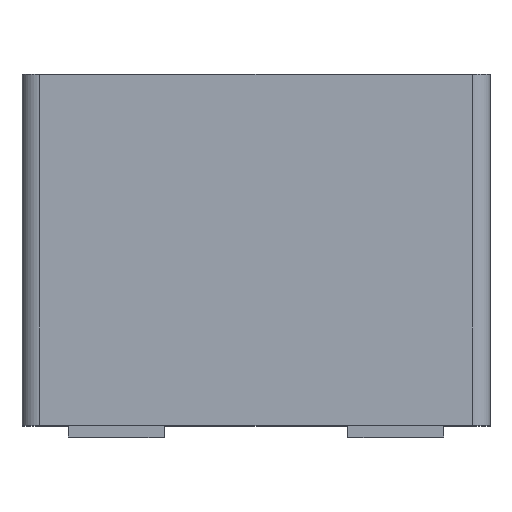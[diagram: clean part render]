
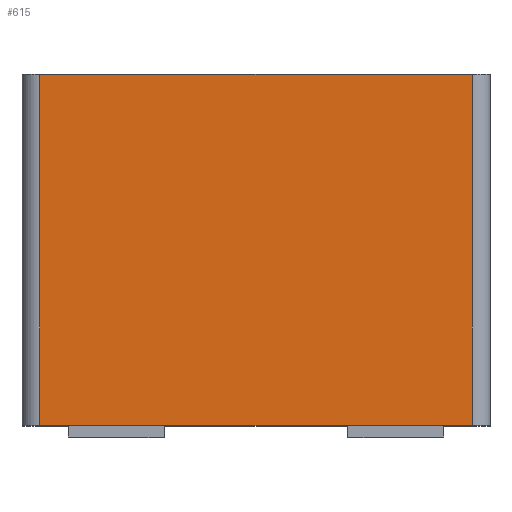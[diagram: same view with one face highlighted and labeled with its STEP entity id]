
A CAD part, top view. The second image highlights one B-rep face of the part: STEP entity #615.
In plain terms, the highlighted planar face has unit normal (0, 0, 1).
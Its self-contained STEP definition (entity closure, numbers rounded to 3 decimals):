
#34 = VECTOR ( 'NONE', #254, 1000. ) ;
#51 = ORIENTED_EDGE ( 'NONE', *, *, #643, .T. ) ;
#94 = CARTESIAN_POINT ( 'NONE',  ( -1.85, 3.1, 2. ) ) ;
#132 = VERTEX_POINT ( 'NONE', #368 ) ;
#150 = VERTEX_POINT ( 'NONE', #698 ) ;
#165 = DIRECTION ( 'NONE',  ( -1., 0., 0. ) ) ;
#172 = VERTEX_POINT ( 'NONE', #610 ) ;
#186 = CARTESIAN_POINT ( 'NONE',  ( -1.85, 11.857, 2. ) ) ;
#254 = DIRECTION ( 'NONE',  ( 1., 0., 0. ) ) ;
#261 = LINE ( 'NONE', #186, #380 ) ;
#265 = CARTESIAN_POINT ( 'NONE',  ( 1.85, 11.857, 2. ) ) ;
#286 = AXIS2_PLACEMENT_3D ( 'NONE', #839, #539, #165 ) ;
#319 = FACE_OUTER_BOUND ( 'NONE', #912, .T. ) ;
#368 = CARTESIAN_POINT ( 'NONE',  ( -1.85, 3.1, 2. ) ) ;
#380 = VECTOR ( 'NONE', #485, 1000. ) ;
#447 = DIRECTION ( 'NONE',  ( 1., 0., 0. ) ) ;
#460 = EDGE_CURVE ( 'NONE', #132, #803, #261, .T. ) ;
#485 = DIRECTION ( 'NONE',  ( 0., -1., 0. ) ) ;
#517 = LINE ( 'NONE', #94, #34 ) ;
#539 = DIRECTION ( 'NONE',  ( 0., 0., -1. ) ) ;
#575 = LINE ( 'NONE', #265, #690 ) ;
#603 = VECTOR ( 'NONE', #447, 1000. ) ;
#610 = CARTESIAN_POINT ( 'NONE',  ( 1.85, 0.1, 2. ) ) ;
#615 = ADVANCED_FACE ( 'NONE', ( #319 ), #923, .F. ) ;
#643 = EDGE_CURVE ( 'NONE', #803, #172, #896, .T. ) ;
#690 = VECTOR ( 'NONE', #796, 1000. ) ;
#698 = CARTESIAN_POINT ( 'NONE',  ( 1.85, 3.1, 2. ) ) ;
#762 = CARTESIAN_POINT ( 'NONE',  ( -1.85, 0.1, 2. ) ) ;
#796 = DIRECTION ( 'NONE',  ( 0., -1., 0. ) ) ;
#803 = VERTEX_POINT ( 'NONE', #762 ) ;
#815 = EDGE_CURVE ( 'NONE', #132, #150, #517, .T. ) ;
#826 = CARTESIAN_POINT ( 'NONE',  ( -1.85, 0.1, 2. ) ) ;
#839 = CARTESIAN_POINT ( 'NONE',  ( -1.85, 11.857, 2. ) ) ;
#852 = ORIENTED_EDGE ( 'NONE', *, *, #910, .F. ) ;
#868 = ORIENTED_EDGE ( 'NONE', *, *, #460, .T. ) ;
#896 = LINE ( 'NONE', #826, #603 ) ;
#910 = EDGE_CURVE ( 'NONE', #150, #172, #575, .T. ) ;
#912 = EDGE_LOOP ( 'NONE', ( #921, #868, #51, #852 ) ) ;
#921 = ORIENTED_EDGE ( 'NONE', *, *, #815, .F. ) ;
#923 = PLANE ( 'NONE',  #286 ) ;
